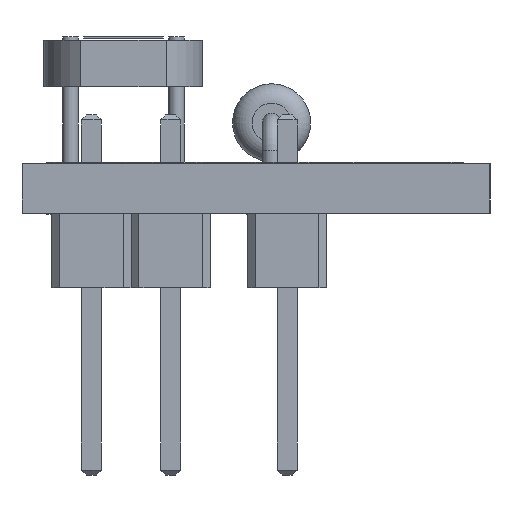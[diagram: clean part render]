
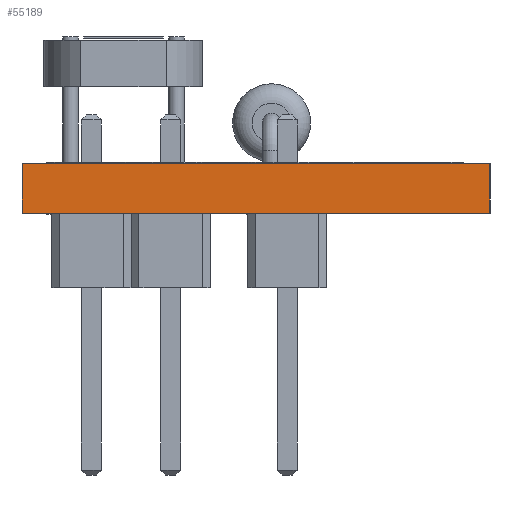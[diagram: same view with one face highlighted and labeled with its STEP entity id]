
A CAD part, left-side view. The second image highlights one B-rep face of the part: STEP entity #55189.
In plain terms, the highlighted planar face has unit normal (-1, 0, 0).
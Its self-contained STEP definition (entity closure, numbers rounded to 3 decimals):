
#55133 = VERTEX_POINT('',#55134);
#55134 = CARTESIAN_POINT('',(-50.,-7.5,1.6));
#55140 = EDGE_CURVE('',#55141,#55133,#55143,.T.);
#55141 = VERTEX_POINT('',#55142);
#55142 = CARTESIAN_POINT('',(-50.,-7.5,0.));
#55143 = LINE('',#55144,#55145);
#55144 = CARTESIAN_POINT('',(-50.,-7.5,0.));
#55145 = VECTOR('',#55146,1.);
#55146 = DIRECTION('',(0.,0.,1.));
#55189 = ADVANCED_FACE('',(#55190),#55215,.T.);
#55190 = FACE_BOUND('',#55191,.T.);
#55191 = EDGE_LOOP('',(#55192,#55193,#55201,#55209));
#55192 = ORIENTED_EDGE('',*,*,#55140,.T.);
#55193 = ORIENTED_EDGE('',*,*,#55194,.T.);
#55194 = EDGE_CURVE('',#55133,#55195,#55197,.T.);
#55195 = VERTEX_POINT('',#55196);
#55196 = CARTESIAN_POINT('',(-50.,7.5,1.6));
#55197 = LINE('',#55198,#55199);
#55198 = CARTESIAN_POINT('',(-50.,-7.5,1.6));
#55199 = VECTOR('',#55200,1.);
#55200 = DIRECTION('',(0.,1.,0.));
#55201 = ORIENTED_EDGE('',*,*,#55202,.F.);
#55202 = EDGE_CURVE('',#55203,#55195,#55205,.T.);
#55203 = VERTEX_POINT('',#55204);
#55204 = CARTESIAN_POINT('',(-50.,7.5,0.));
#55205 = LINE('',#55206,#55207);
#55206 = CARTESIAN_POINT('',(-50.,7.5,0.));
#55207 = VECTOR('',#55208,1.);
#55208 = DIRECTION('',(0.,0.,1.));
#55209 = ORIENTED_EDGE('',*,*,#55210,.F.);
#55210 = EDGE_CURVE('',#55141,#55203,#55211,.T.);
#55211 = LINE('',#55212,#55213);
#55212 = CARTESIAN_POINT('',(-50.,-7.5,0.));
#55213 = VECTOR('',#55214,1.);
#55214 = DIRECTION('',(0.,1.,0.));
#55215 = PLANE('',#55216);
#55216 = AXIS2_PLACEMENT_3D('',#55217,#55218,#55219);
#55217 = CARTESIAN_POINT('',(-50.,-7.5,0.));
#55218 = DIRECTION('',(-1.,0.,0.));
#55219 = DIRECTION('',(0.,1.,0.));
